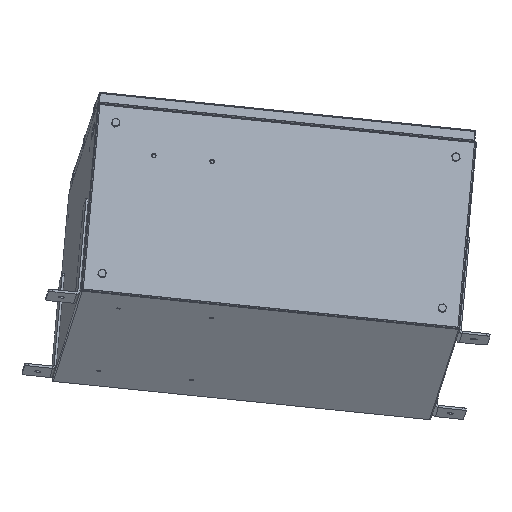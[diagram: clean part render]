
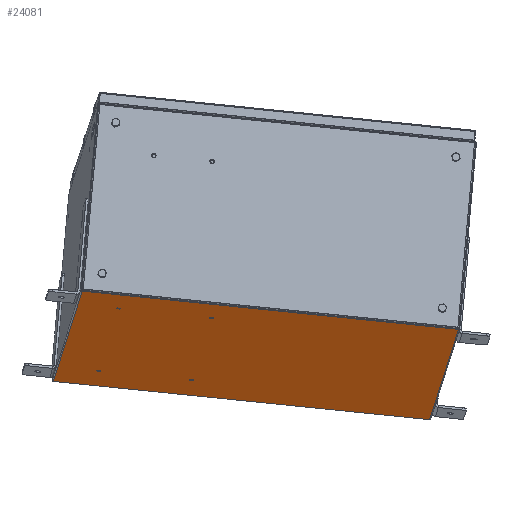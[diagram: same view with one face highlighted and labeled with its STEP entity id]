
A CAD part, front view. The second image highlights one B-rep face of the part: STEP entity #24081.
In plain terms, the highlighted planar face has unit normal (-0.087, -0.227, -0.97).
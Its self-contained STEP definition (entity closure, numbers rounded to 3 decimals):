
#21 = DIRECTION ( 'NONE',  ( -0.087, -0.227, -0.97 ) ) ;
#947 = EDGE_CURVE ( 'NONE', #1148, #4785, #28224, .T. ) ;
#1148 = VERTEX_POINT ( 'NONE', #28007 ) ;
#1176 = PLANE ( 'NONE',  #6833 ) ;
#2160 = CARTESIAN_POINT ( 'NONE',  ( -788.76, 3436.289, 2121.214 ) ) ;
#2197 = EDGE_LOOP ( 'NONE', ( #36254, #29491, #22902, #34920 ) ) ;
#2466 = EDGE_CURVE ( 'NONE', #20426, #13192, #25582, .T. ) ;
#3043 = VERTEX_POINT ( 'NONE', #11739 ) ;
#3574 = VECTOR ( 'NONE', #16877, 1000. ) ;
#4215 = DIRECTION ( 'NONE',  ( -0.087, -0.227, -0.97 ) ) ;
#4448 = DIRECTION ( 'NONE',  ( 0.071, -0.973, 0.221 ) ) ;
#4766 = ORIENTED_EDGE ( 'NONE', *, *, #33817, .F. ) ;
#4785 = VERTEX_POINT ( 'NONE', #5968 ) ;
#5582 = DIRECTION ( 'NONE',  ( -0.071, 0.973, -0.221 ) ) ;
#5584 = DIRECTION ( 'NONE',  ( -0.071, 0.973, -0.221 ) ) ;
#5968 = CARTESIAN_POINT ( 'NONE',  ( -866.165, 3547.645, 2102.171 ) ) ;
#6581 = CARTESIAN_POINT ( 'NONE',  ( -520.564, 3224.576, 2146.526 ) ) ;
#6707 = VERTEX_POINT ( 'NONE', #30913 ) ;
#6833 = AXIS2_PLACEMENT_3D ( 'NONE', #6581, #35018, #34822 ) ;
#7476 = ORIENTED_EDGE ( 'NONE', *, *, #35130, .F. ) ;
#7718 = EDGE_CURVE ( 'NONE', #20426, #4785, #19617, .T. ) ;
#7775 = VERTEX_POINT ( 'NONE', #14049 ) ;
#8010 = AXIS2_PLACEMENT_3D ( 'NONE', #10746, #4215, #33956 ) ;
#8183 = VECTOR ( 'NONE', #4448, 1000. ) ;
#8328 = CARTESIAN_POINT ( 'NONE',  ( -866.662, 3547.62, 2102.221 ) ) ;
#8581 = DIRECTION ( 'NONE',  ( -0.071, 0.973, -0.221 ) ) ;
#8818 = CARTESIAN_POINT ( 'NONE',  ( -817.368, 2869.621, 2256.156 ) ) ;
#9122 = VERTEX_POINT ( 'NONE', #28274 ) ;
#9230 = CARTESIAN_POINT ( 'NONE',  ( -816.871, 2869.646, 2256.106 ) ) ;
#10127 = FACE_OUTER_BOUND ( 'NONE', #2197, .T. ) ;
#10257 = LINE ( 'NONE', #13237, #8183 ) ;
#10435 = VERTEX_POINT ( 'NONE', #14197 ) ;
#10746 = CARTESIAN_POINT ( 'NONE',  ( -596.038, 2980.184, 2210.407 ) ) ;
#11074 = ORIENTED_EDGE ( 'NONE', *, *, #29576, .F. ) ;
#11739 = CARTESIAN_POINT ( 'NONE',  ( -629.773, 3444.181, 2105.06 ) ) ;
#11803 = CARTESIAN_POINT ( 'NONE',  ( -816.871, 2869.646, 2256.106 ) ) ;
#12340 = AXIS2_PLACEMENT_3D ( 'NONE', #25884, #36461, #5582 ) ;
#12643 = AXIS2_PLACEMENT_3D ( 'NONE', #22549, #33864, #5584 ) ;
#12721 = FACE_BOUND ( 'NONE', #30428, .T. ) ;
#13025 = DIRECTION ( 'NONE',  ( -0.087, -0.227, -0.97 ) ) ;
#13192 = VERTEX_POINT ( 'NONE', #16545 ) ;
#13237 = CARTESIAN_POINT ( 'NONE',  ( -224.257, 3579.506, 2036.946 ) ) ;
#13758 = VERTEX_POINT ( 'NONE', #15827 ) ;
#13800 = ORIENTED_EDGE ( 'NONE', *, *, #26972, .F. ) ;
#14049 = CARTESIAN_POINT ( 'NONE',  ( -755.237, 2975.211, 2225.899 ) ) ;
#14090 = VERTEX_POINT ( 'NONE', #35311 ) ;
#14147 = VERTEX_POINT ( 'NONE', #2160 ) ;
#14197 = CARTESIAN_POINT ( 'NONE',  ( -630.198, 3450.017, 2103.735 ) ) ;
#14699 = ORIENTED_EDGE ( 'NONE', *, *, #28745, .F. ) ;
#14962 = DIRECTION ( 'NONE',  ( -0.071, 0.973, -0.221 ) ) ;
#15256 = AXIS2_PLACEMENT_3D ( 'NONE', #29607, #17920, #20874 ) ;
#15827 = CARTESIAN_POINT ( 'NONE',  ( -595.826, 2977.266, 2211.069 ) ) ;
#16545 = CARTESIAN_POINT ( 'NONE',  ( -174.962, 2901.507, 2190.881 ) ) ;
#16684 = DIRECTION ( 'NONE',  ( -0.087, -0.227, -0.97 ) ) ;
#16877 = DIRECTION ( 'NONE',  ( -0.994, -0.049, 0.101 ) ) ;
#17230 = DIRECTION ( 'NONE',  ( -0.071, 0.973, -0.221 ) ) ;
#17760 = AXIS2_PLACEMENT_3D ( 'NONE', #24354, #13025, #29914 ) ;
#17920 = DIRECTION ( 'NONE',  ( -0.087, -0.227, -0.97 ) ) ;
#18088 = EDGE_LOOP ( 'NONE', ( #14699, #27997 ) ) ;
#18279 = EDGE_LOOP ( 'NONE', ( #13800, #33651 ) ) ;
#18498 = CARTESIAN_POINT ( 'NONE',  ( -788.972, 3439.208, 2120.552 ) ) ;
#19145 = CIRCLE ( 'NONE', #12643, 3. ) ;
#19542 = ORIENTED_EDGE ( 'NONE', *, *, #21496, .F. ) ;
#19617 = LINE ( 'NONE', #11803, #32349 ) ;
#19798 = DIRECTION ( 'NONE',  ( -0.071, 0.973, -0.221 ) ) ;
#20176 = DIRECTION ( 'NONE',  ( 0.994, 0.049, -0.101 ) ) ;
#20252 = AXIS2_PLACEMENT_3D ( 'NONE', #18498, #35408, #14962 ) ;
#20426 = VERTEX_POINT ( 'NONE', #9230 ) ;
#20754 = CIRCLE ( 'NONE', #24919, 3. ) ;
#20874 = DIRECTION ( 'NONE',  ( -0.071, 0.973, -0.221 ) ) ;
#21065 = FACE_BOUND ( 'NONE', #18088, .T. ) ;
#21496 = EDGE_CURVE ( 'NONE', #6707, #14147, #23811, .T. ) ;
#22549 = CARTESIAN_POINT ( 'NONE',  ( -596.038, 2980.184, 2210.407 ) ) ;
#22902 = ORIENTED_EDGE ( 'NONE', *, *, #2466, .F. ) ;
#23093 = CARTESIAN_POINT ( 'NONE',  ( -755.025, 2972.293, 2226.562 ) ) ;
#23725 = EDGE_CURVE ( 'NONE', #3043, #10435, #36643, .T. ) ;
#23811 = CIRCLE ( 'NONE', #20252, 3. ) ;
#24081 = ADVANCED_FACE ( 'NONE', ( #12721, #21065, #29275, #32588, #10127 ), #1176, .T. ) ;
#24354 = CARTESIAN_POINT ( 'NONE',  ( -629.986, 3447.099, 2104.397 ) ) ;
#24919 = AXIS2_PLACEMENT_3D ( 'NONE', #25220, #16684, #17230 ) ;
#25220 = CARTESIAN_POINT ( 'NONE',  ( -788.972, 3439.208, 2120.552 ) ) ;
#25582 = LINE ( 'NONE', #8818, #33134 ) ;
#25795 = EDGE_CURVE ( 'NONE', #1148, #13192, #10257, .T. ) ;
#25884 = CARTESIAN_POINT ( 'NONE',  ( -629.986, 3447.099, 2104.397 ) ) ;
#26287 = AXIS2_PLACEMENT_3D ( 'NONE', #23093, #21, #8581 ) ;
#26699 = CIRCLE ( 'NONE', #17760, 3. ) ;
#26972 = EDGE_CURVE ( 'NONE', #10435, #3043, #26699, .T. ) ;
#27997 = ORIENTED_EDGE ( 'NONE', *, *, #31046, .F. ) ;
#28007 = CARTESIAN_POINT ( 'NONE',  ( -224.257, 3579.506, 2036.946 ) ) ;
#28224 = LINE ( 'NONE', #8328, #3574 ) ;
#28274 = CARTESIAN_POINT ( 'NONE',  ( -754.813, 2969.375, 2227.224 ) ) ;
#28560 = EDGE_LOOP ( 'NONE', ( #19542, #7476 ) ) ;
#28745 = EDGE_CURVE ( 'NONE', #14090, #13758, #19145, .T. ) ;
#29275 = FACE_BOUND ( 'NONE', #18279, .T. ) ;
#29491 = ORIENTED_EDGE ( 'NONE', *, *, #25795, .T. ) ;
#29576 = EDGE_CURVE ( 'NONE', #7775, #9122, #32190, .T. ) ;
#29607 = CARTESIAN_POINT ( 'NONE',  ( -755.025, 2972.293, 2226.562 ) ) ;
#29914 = DIRECTION ( 'NONE',  ( -0.071, 0.973, -0.221 ) ) ;
#30106 = CIRCLE ( 'NONE', #15256, 3. ) ;
#30428 = EDGE_LOOP ( 'NONE', ( #11074, #4766 ) ) ;
#30913 = CARTESIAN_POINT ( 'NONE',  ( -789.184, 3442.126, 2119.889 ) ) ;
#31046 = EDGE_CURVE ( 'NONE', #13758, #14090, #35929, .T. ) ;
#32190 = CIRCLE ( 'NONE', #26287, 3. ) ;
#32349 = VECTOR ( 'NONE', #19798, 1000. ) ;
#32588 = FACE_BOUND ( 'NONE', #28560, .T. ) ;
#33134 = VECTOR ( 'NONE', #20176, 1000. ) ;
#33651 = ORIENTED_EDGE ( 'NONE', *, *, #23725, .F. ) ;
#33817 = EDGE_CURVE ( 'NONE', #9122, #7775, #30106, .T. ) ;
#33864 = DIRECTION ( 'NONE',  ( -0.087, -0.227, -0.97 ) ) ;
#33956 = DIRECTION ( 'NONE',  ( -0.071, 0.973, -0.221 ) ) ;
#34822 = DIRECTION ( 'NONE',  ( -0.071, 0.973, -0.221 ) ) ;
#34920 = ORIENTED_EDGE ( 'NONE', *, *, #7718, .T. ) ;
#35018 = DIRECTION ( 'NONE',  ( -0.087, -0.227, -0.97 ) ) ;
#35130 = EDGE_CURVE ( 'NONE', #14147, #6707, #20754, .T. ) ;
#35311 = CARTESIAN_POINT ( 'NONE',  ( -596.25, 2983.102, 2209.744 ) ) ;
#35408 = DIRECTION ( 'NONE',  ( -0.087, -0.227, -0.97 ) ) ;
#35929 = CIRCLE ( 'NONE', #8010, 3. ) ;
#36254 = ORIENTED_EDGE ( 'NONE', *, *, #947, .F. ) ;
#36461 = DIRECTION ( 'NONE',  ( -0.087, -0.227, -0.97 ) ) ;
#36643 = CIRCLE ( 'NONE', #12340, 3. ) ;
